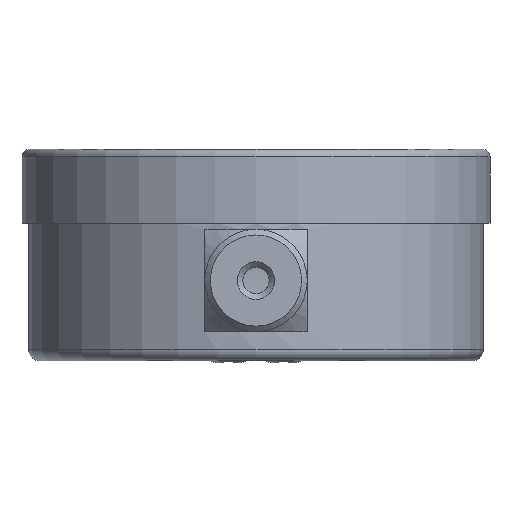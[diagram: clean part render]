
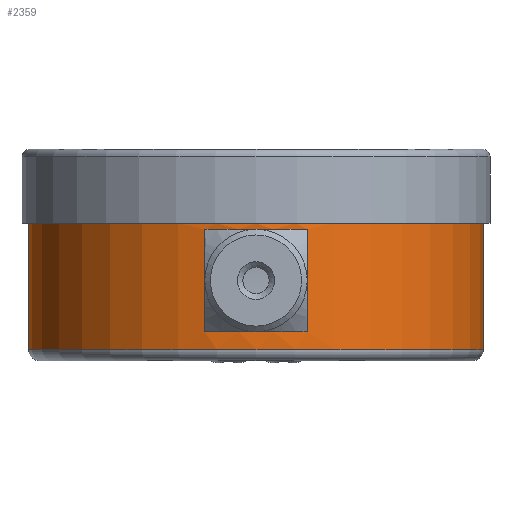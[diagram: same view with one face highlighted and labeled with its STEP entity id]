
A CAD part, front view. The second image highlights one B-rep face of the part: STEP entity #2359.
In plain terms, the highlighted cylindrical face has radius 30.747 mm (diameter 61.493 mm), a full revolution.
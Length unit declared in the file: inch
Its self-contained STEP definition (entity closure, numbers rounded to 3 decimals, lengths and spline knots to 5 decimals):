
#18 = DIRECTION ( 'NONE',  ( 1., 0., 0. ) ) ;
#33 = CARTESIAN_POINT ( 'NONE',  ( 1.2105, 0., -1.065 ) ) ;
#47 = AXIS2_PLACEMENT_3D ( 'NONE', #11168, #4018, #6661 ) ;
#206 = CARTESIAN_POINT ( 'NONE',  ( 0.2725, -1.17943, -1.125 ) ) ;
#515 = FACE_BOUND ( 'NONE', #7645, .T. ) ;
#1094 = CARTESIAN_POINT ( 'NONE',  ( 0., 0., -1.065 ) ) ;
#1268 = CARTESIAN_POINT ( 'NONE',  ( 0., 0., -0.394 ) ) ;
#1690 = EDGE_CURVE ( 'NONE', #10972, #2779, #5479, .T. ) ;
#2091 = DIRECTION ( 'NONE',  ( 0., 0., 1. ) ) ;
#2173 = ORIENTED_EDGE ( 'NONE', *, *, #1690, .F. ) ;
#2219 = DIRECTION ( 'NONE',  ( 1., 0., 0. ) ) ;
#2359 = ADVANCED_FACE ( 'NONE', ( #515, #7713, #11281 ), #3230, .T. ) ;
#2427 = EDGE_CURVE ( 'NONE', #6190, #6190, #8250, .T. ) ;
#2486 = DIRECTION ( 'NONE',  ( 0., 0., -1. ) ) ;
#2637 = VERTEX_POINT ( 'NONE', #33 ) ;
#2779 = VERTEX_POINT ( 'NONE', #9137 ) ;
#2797 = AXIS2_PLACEMENT_3D ( 'NONE', #1268, #10154, #5586 ) ;
#2866 = CARTESIAN_POINT ( 'NONE',  ( -0.2725, -1.17943, -0.42549 ) ) ;
#3230 = CYLINDRICAL_SURFACE ( 'NONE', #4705, 1.2105 ) ;
#3646 = CIRCLE ( 'NONE', #47, 1.2105 ) ;
#3723 = DIRECTION ( 'NONE',  ( 0., 0., -1. ) ) ;
#3758 = DIRECTION ( 'NONE',  ( 0., 0., 1. ) ) ;
#4018 = DIRECTION ( 'NONE',  ( 0., 0., 1. ) ) ;
#4705 = AXIS2_PLACEMENT_3D ( 'NONE', #5352, #3758, #18 ) ;
#4799 = AXIS2_PLACEMENT_3D ( 'NONE', #11111, #3723, #7365 ) ;
#4880 = VERTEX_POINT ( 'NONE', #2866 ) ;
#4988 = ORIENTED_EDGE ( 'NONE', *, *, #2427, .T. ) ;
#5192 = EDGE_LOOP ( 'NONE', ( #5719 ) ) ;
#5352 = CARTESIAN_POINT ( 'NONE',  ( 0., 0., -1.125 ) ) ;
#5396 = ORIENTED_EDGE ( 'NONE', *, *, #9428, .F. ) ;
#5479 = LINE ( 'NONE', #206, #11612 ) ;
#5584 = AXIS2_PLACEMENT_3D ( 'NONE', #1094, #9356, #2219 ) ;
#5586 = DIRECTION ( 'NONE',  ( 1., 0., 0. ) ) ;
#5719 = ORIENTED_EDGE ( 'NONE', *, *, #9797, .T. ) ;
#5876 = VERTEX_POINT ( 'NONE', #5910 ) ;
#5910 = CARTESIAN_POINT ( 'NONE',  ( -0.2725, -1.17943, -0.97049 ) ) ;
#6190 = VERTEX_POINT ( 'NONE', #8838 ) ;
#6387 = CARTESIAN_POINT ( 'NONE',  ( 0.2725, -1.17943, -0.97049 ) ) ;
#6445 = ORIENTED_EDGE ( 'NONE', *, *, #11400, .F. ) ;
#6455 = EDGE_LOOP ( 'NONE', ( #4988 ) ) ;
#6661 = DIRECTION ( 'NONE',  ( -1., 0., 0. ) ) ;
#6864 = CIRCLE ( 'NONE', #4799, 1.2105 ) ;
#6980 = EDGE_CURVE ( 'NONE', #5876, #10972, #3646, .T. ) ;
#7365 = DIRECTION ( 'NONE',  ( 1., 0., 0. ) ) ;
#7645 = EDGE_LOOP ( 'NONE', ( #2173, #10686, #5396, #6445 ) ) ;
#7713 = FACE_OUTER_BOUND ( 'NONE', #5192, .T. ) ;
#8135 = LINE ( 'NONE', #10556, #10439 ) ;
#8250 = CIRCLE ( 'NONE', #2797, 1.2105 ) ;
#8838 = CARTESIAN_POINT ( 'NONE',  ( 1.2105, 0., -0.394 ) ) ;
#9137 = CARTESIAN_POINT ( 'NONE',  ( 0.2725, -1.17943, -0.42549 ) ) ;
#9356 = DIRECTION ( 'NONE',  ( 0., 0., 1. ) ) ;
#9428 = EDGE_CURVE ( 'NONE', #4880, #5876, #8135, .T. ) ;
#9797 = EDGE_CURVE ( 'NONE', #2637, #2637, #10638, .T. ) ;
#10154 = DIRECTION ( 'NONE',  ( 0., 0., -1. ) ) ;
#10439 = VECTOR ( 'NONE', #2486, 39.37008 ) ;
#10556 = CARTESIAN_POINT ( 'NONE',  ( -0.2725, -1.17943, -1.125 ) ) ;
#10638 = CIRCLE ( 'NONE', #5584, 1.2105 ) ;
#10686 = ORIENTED_EDGE ( 'NONE', *, *, #6980, .F. ) ;
#10972 = VERTEX_POINT ( 'NONE', #6387 ) ;
#11111 = CARTESIAN_POINT ( 'NONE',  ( 0., 0., -0.42549 ) ) ;
#11168 = CARTESIAN_POINT ( 'NONE',  ( 0., 0., -0.97049 ) ) ;
#11281 = FACE_OUTER_BOUND ( 'NONE', #6455, .T. ) ;
#11400 = EDGE_CURVE ( 'NONE', #2779, #4880, #6864, .T. ) ;
#11612 = VECTOR ( 'NONE', #2091, 39.37008 ) ;
